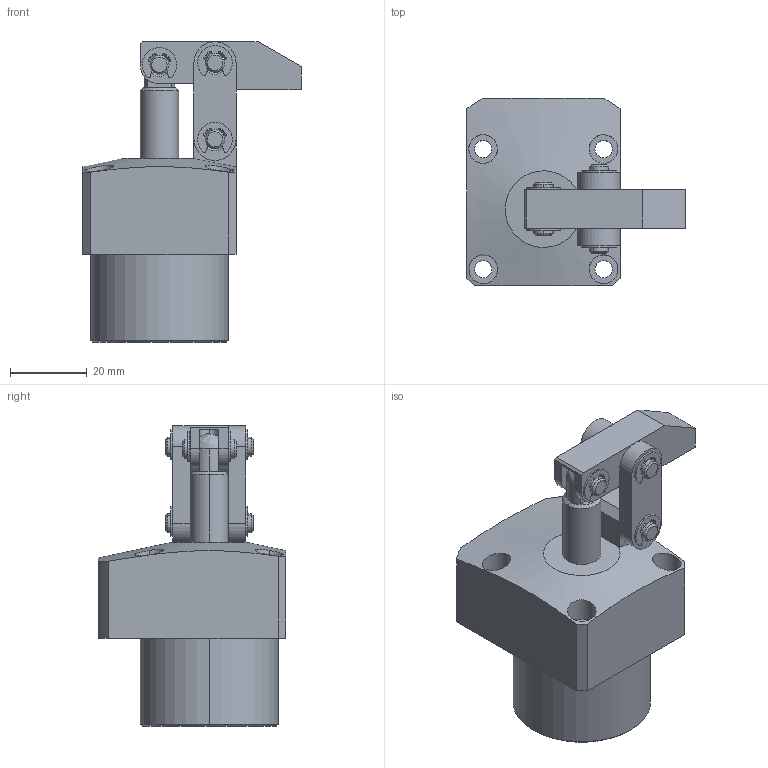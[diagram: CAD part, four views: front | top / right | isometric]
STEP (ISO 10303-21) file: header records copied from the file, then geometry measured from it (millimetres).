
FILE_DESCRIPTION (( 'STEP AP214' ), '1' );
FILE_NAME ('CLKA-036L杠杆油压缸三维图.STEP', '2019-04-18T00:49:11', ( '' ), ( '' ), 'SwSTEP 2.0', 'SolidWorks 2016', '' );
FILE_SCHEMA (( 'AUTOMOTIVE_DESIGN' ));
Length unit declared in the file: millimetre
Products named in the file (8): CLKA036掛极L; ｻ鏸鄕ﾋ_1_1_1; 揤旋_1; 种粣2_1; 种粣1_1; 蟀裝_1; 縐銅_1; CLKA-036L杠杆油压缸三维图
Assembly tree (14 placements, depth 2):
  CLKA-036L杠杆油压缸三维图
    縐銅_1  x6
    蟀裝_1  x2
    种粣1_1  x2
    种粣2_1
    揤旋_1
    ｻ鏸鄕ﾋ_1_1_1
    CLKA036掛极L
Bounding box: 57 x 49 x 78.5 mm (x, y, z)
Volume: 62815.3 mm3; surface area: 23968.1 mm2
Topology: 13 solids, 15 shells, 350 faces, 850 edges, 550 vertices
Faces by surface type: cylinder 179, plane 116, cone 51, bspline 4
Entity records: 6948 total; most frequent: CARTESIAN_POINT 1808, DIRECTION 1078, ORIENTED_EDGE 930, EDGE_CURVE 468, AXIS2_PLACEMENT_3D 429, VERTEX_POINT 302, EDGE_LOOP 247, LINE 220
